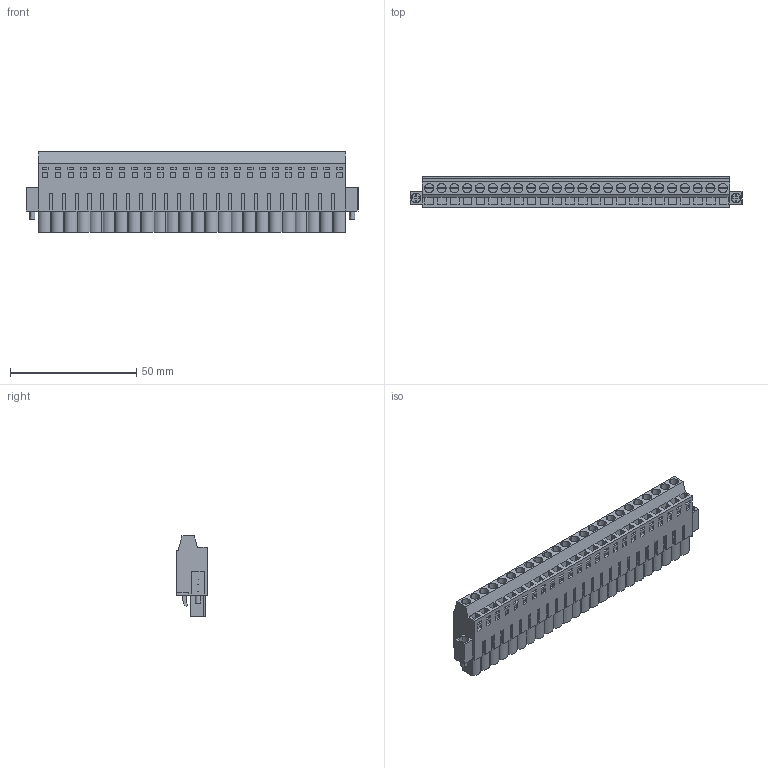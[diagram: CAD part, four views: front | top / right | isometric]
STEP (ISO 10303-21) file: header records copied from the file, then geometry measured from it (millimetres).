
FILE_DESCRIPTION(('CATIA V5 STEP Exchange','CAx-IF Rec.Pracs.--- Model Styling and Organization---1.2---2011-12-15'),'2;1');
FILE_NAME ('D1457372_0_1844440000_1844440000.stp','2017-10-31T20:09:27+00:00',('none'),('Weidmueller'),'CATIA Version 5-6 Release 2014','CATIA V5 STEP AP214','none');
FILE_SCHEMA(('AUTOMOTIVE_DESIGN { 1 0 10303 214 1 1 1 1 }'));
Length unit declared in the file: millimetre
Products named in the file (1): 1844440000
Bounding box: 131.72 x 12.2 x 31.8 mm (x, y, z)
Volume: 33102.7 mm3; surface area: 18529.4 mm2
Topology: 27 solids, 27 shells, 1597 faces, 4450 edges, 3035 vertices
Faces by surface type: plane 1377, cylinder 220
Entity records: 48912 total; most frequent: CARTESIAN_POINT 8935, ORIENTED_EDGE 8900, DIRECTION 6303, EDGE_CURVE 4450, VECTOR 3906, LINE 3906, VERTEX_POINT 3035, EDGE_LOOP 1729
